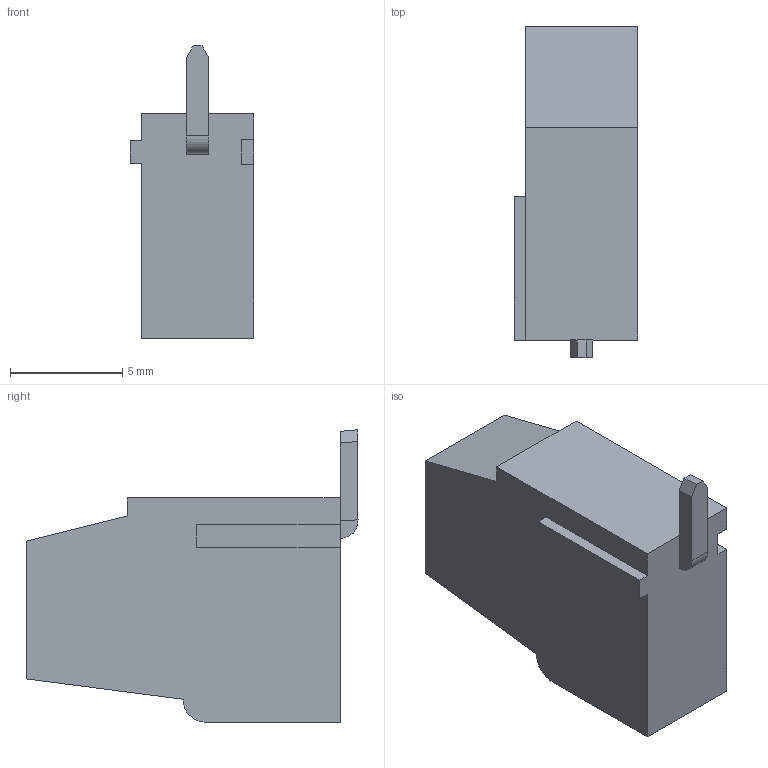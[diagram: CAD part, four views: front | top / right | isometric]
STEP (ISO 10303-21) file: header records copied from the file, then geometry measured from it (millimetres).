
FILE_DESCRIPTION (( 'STEP AP214' ), '1' );
FILE_NAME ('Screw Terminal Block 5x10x14mm_L.STEP', '2020-11-16T15:33:30', ( '' ), ( '' ), 'SwSTEP 2.0', 'SolidWorks 2017', '' );
FILE_SCHEMA (( 'AUTOMOTIVE_DESIGN' ));
Length unit declared in the file: millimetre
Products named in the file (1): Screw Terminal Block 5x10x14mm_L
Bounding box: 5.5 x 14.8 x 13.03 mm (x, y, z)
Volume: 468.4 mm3; surface area: 697.1 mm2
Topology: 1 solids, 2 shells, 61 faces, 148 edges, 94 vertices
Faces by surface type: plane 53, cylinder 6, torus 2
Entity records: 2426 total; most frequent: CARTESIAN_POINT 362, ORIENTED_EDGE 296, DIRECTION 276, EDGE_CURVE 148, VECTOR 116, LINE 116, VERTEX_POINT 94, AXIS2_PLACEMENT_3D 80
